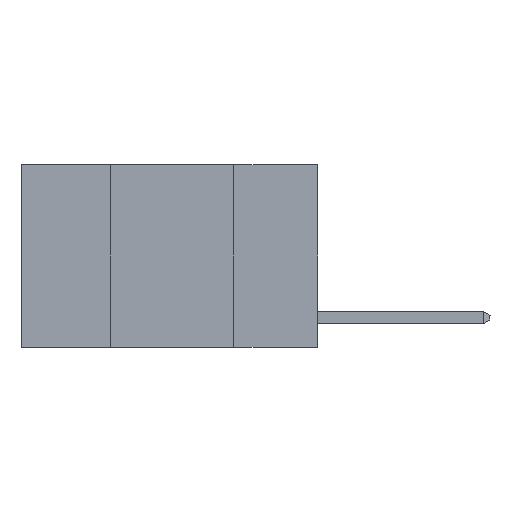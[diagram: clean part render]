
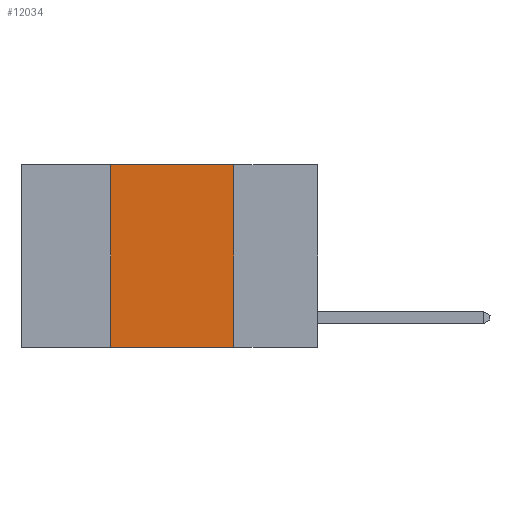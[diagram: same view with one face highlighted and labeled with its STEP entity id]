
A CAD part, left-side view. The second image highlights one B-rep face of the part: STEP entity #12034.
In plain terms, the highlighted planar face has unit normal (-1, 0, 0).
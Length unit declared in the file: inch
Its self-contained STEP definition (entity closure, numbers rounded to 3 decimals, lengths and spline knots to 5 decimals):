
#3 = ORIENTED_EDGE ( 'NONE', *, *, #13643, .F. ) ;
#14 = LINE ( 'NONE', #3684, #8562 ) ;
#137 = DIRECTION ( 'NONE',  ( 0., 0., 1. ) ) ;
#286 = ORIENTED_EDGE ( 'NONE', *, *, #18653, .T. ) ;
#424 = PLANE ( 'NONE',  #804 ) ;
#804 = AXIS2_PLACEMENT_3D ( 'NONE', #9300, #7599, #6126 ) ;
#2456 = ORIENTED_EDGE ( 'NONE', *, *, #5685, .F. ) ;
#3212 = DIRECTION ( 'NONE',  ( 0., 0., -1. ) ) ;
#3684 = CARTESIAN_POINT ( 'NONE',  ( 0., 0.17, 0. ) ) ;
#3907 = CARTESIAN_POINT ( 'NONE',  ( 0., 0.42, 0. ) ) ;
#5080 = CARTESIAN_POINT ( 'NONE',  ( 0., 0.42, -0.37 ) ) ;
#5685 = EDGE_CURVE ( 'NONE', #16624, #11194, #16794, .T. ) ;
#5796 = CARTESIAN_POINT ( 'NONE',  ( 0., 0.42, 0. ) ) ;
#6126 = DIRECTION ( 'NONE',  ( 0., 0., -1. ) ) ;
#6809 = EDGE_CURVE ( 'NONE', #13241, #17117, #14, .T. ) ;
#7599 = DIRECTION ( 'NONE',  ( 1., 0., 0. ) ) ;
#7682 = LINE ( 'NONE', #19136, #18507 ) ;
#8562 = VECTOR ( 'NONE', #3212, 39.37008 ) ;
#9300 = CARTESIAN_POINT ( 'NONE',  ( 0., 0.6, 0. ) ) ;
#9701 = EDGE_LOOP ( 'NONE', ( #10084, #3, #2456, #286 ) ) ;
#10084 = ORIENTED_EDGE ( 'NONE', *, *, #6809, .F. ) ;
#11194 = VERTEX_POINT ( 'NONE', #5796 ) ;
#11384 = FACE_OUTER_BOUND ( 'NONE', #9701, .T. ) ;
#11389 = CARTESIAN_POINT ( 'NONE',  ( 0., 0.17, 0. ) ) ;
#11577 = DIRECTION ( 'NONE',  ( 0., -1., 0. ) ) ;
#12034 = ADVANCED_FACE ( 'NONE', ( #11384 ), #424, .F. ) ;
#12610 = CARTESIAN_POINT ( 'NONE',  ( 0., 0.17, -0.37 ) ) ;
#13241 = VERTEX_POINT ( 'NONE', #11389 ) ;
#13324 = VECTOR ( 'NONE', #13921, 39.37008 ) ;
#13643 = EDGE_CURVE ( 'NONE', #11194, #13241, #7682, .T. ) ;
#13921 = DIRECTION ( 'NONE',  ( 0., -1., 0. ) ) ;
#15737 = LINE ( 'NONE', #15853, #13324 ) ;
#15853 = CARTESIAN_POINT ( 'NONE',  ( 0., 0.6, -0.37 ) ) ;
#16624 = VERTEX_POINT ( 'NONE', #5080 ) ;
#16794 = LINE ( 'NONE', #3907, #23169 ) ;
#17117 = VERTEX_POINT ( 'NONE', #12610 ) ;
#18507 = VECTOR ( 'NONE', #11577, 39.37008 ) ;
#18653 = EDGE_CURVE ( 'NONE', #16624, #17117, #15737, .T. ) ;
#19136 = CARTESIAN_POINT ( 'NONE',  ( 0., 0.6, 0. ) ) ;
#23169 = VECTOR ( 'NONE', #137, 39.37008 ) ;
